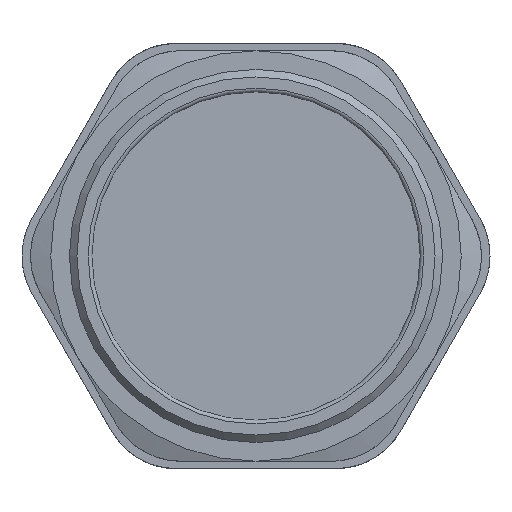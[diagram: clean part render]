
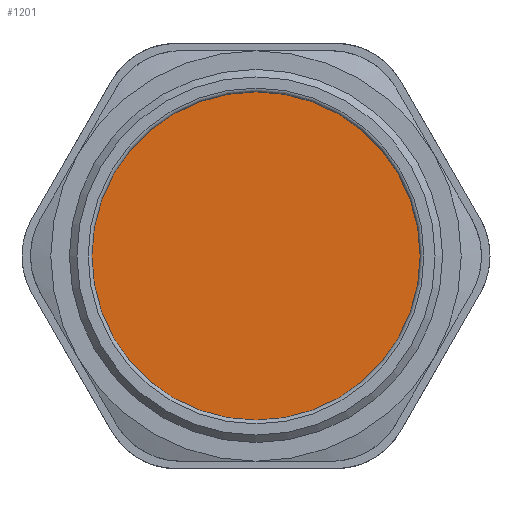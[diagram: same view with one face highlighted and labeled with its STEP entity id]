
A CAD part, front view. The second image highlights one B-rep face of the part: STEP entity #1201.
In plain terms, the highlighted planar face has unit normal (0, -1, 0).
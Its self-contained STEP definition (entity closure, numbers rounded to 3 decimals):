
#150=FACE_OUTER_BOUND('',#226,.T.);
#226=EDGE_LOOP('',(#756));
#411=CIRCLE('',#1307,22.);
#466=VERTEX_POINT('',#1750);
#578=EDGE_CURVE('',#466,#466,#411,.T.);
#756=ORIENTED_EDGE('',*,*,#578,.F.);
#1100=PLANE('',#1306);
#1201=ADVANCED_FACE('',(#150),#1100,.F.);
#1306=AXIS2_PLACEMENT_3D('',#1749,#1446,#1447);
#1307=AXIS2_PLACEMENT_3D('',#1751,#1448,#1449);
#1446=DIRECTION('center_axis',(0.,1.,0.));
#1447=DIRECTION('ref_axis',(0.,0.,1.));
#1448=DIRECTION('center_axis',(0.,1.,0.));
#1449=DIRECTION('ref_axis',(1.,0.,0.));
#1749=CARTESIAN_POINT('Origin',(-0.472,-13.877,0.));
#1750=CARTESIAN_POINT('',(-0.472,-13.877,-22.));
#1751=CARTESIAN_POINT('Origin',(-0.472,-13.877,0.));
